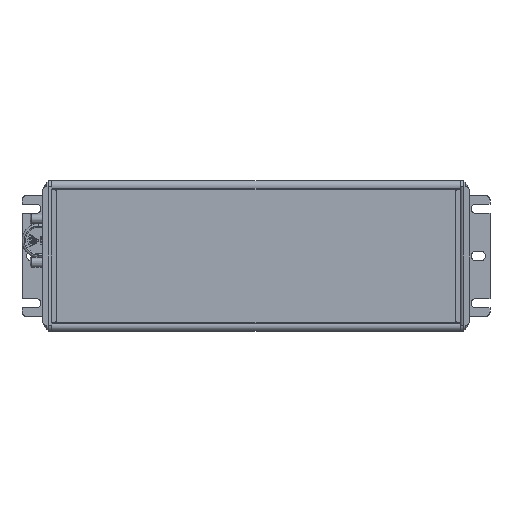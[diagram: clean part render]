
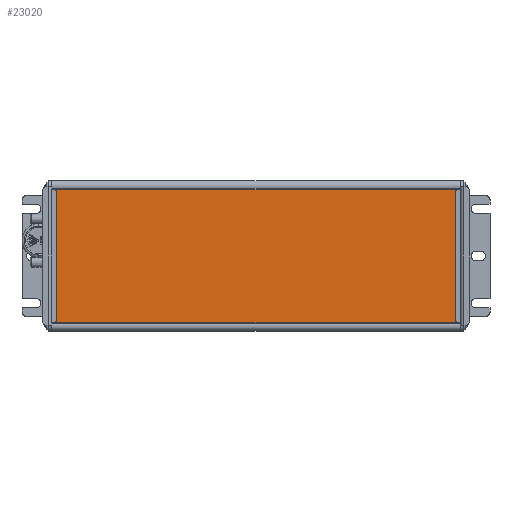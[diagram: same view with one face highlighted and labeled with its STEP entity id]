
A CAD part, front view. The second image highlights one B-rep face of the part: STEP entity #23020.
In plain terms, the highlighted face is planar.
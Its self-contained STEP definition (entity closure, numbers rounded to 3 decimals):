
#130=CARTESIAN_POINT('',(-30.406,17.7,92.8));
#140=VERTEX_POINT('',#130);
#300=CARTESIAN_POINT('',(-30.406,17.7,-92.8));
#310=VERTEX_POINT('',#300);
#340=CARTESIAN_POINT('',(-30.406,17.7,92.));
#350=DIRECTION('',(0.,0.,-1.));
#360=VECTOR('',#350,1.);
#370=LINE('',#340,#360);
#380=EDGE_CURVE('',#140,#310,#370,.T.);
#21570=CARTESIAN_POINT('',(30.406,17.7,92.8));
#21580=VERTEX_POINT('',#21570);
#21630=CARTESIAN_POINT('',(30.406,17.7,-92.));
#21640=DIRECTION('',(0.,0.,1.));
#21650=VECTOR('',#21640,1.);
#21660=LINE('',#21630,#21650);
#21670=CARTESIAN_POINT('',(30.406,17.7,-92.8));
#21680=VERTEX_POINT('',#21670);
#21690=EDGE_CURVE('',#21680,#21580,#21660,.T.);
#21890=CARTESIAN_POINT('',(0.,17.7,92.));
#21900=DIRECTION('',(0.,-1.,0.));
#21910=DIRECTION('',(0.,0.,-1.));
#21920=AXIS2_PLACEMENT_3D('',#21890,#21900,#21910);
#21930=PLANE('',#21920);
#21940=CARTESIAN_POINT('',(0.,17.7,-92.8));
#21950=DIRECTION('',(-1.,0.,0.));
#21960=VECTOR('',#21950,1.);
#21970=LINE('',#21940,#21960);
#21980=CARTESIAN_POINT('',(-30.,17.7,-92.8));
#21990=VERTEX_POINT('',#21980);
#22000=EDGE_CURVE('',#21990,#310,#21970,.T.);
#22010=ORIENTED_EDGE('',*,*,#22000,.T.);
#22020=CARTESIAN_POINT('',(-30.,17.7,-92.8));
#22030=DIRECTION('',(0.,0.,1.));
#22040=VECTOR('',#22030,1.);
#22050=LINE('',#22020,#22040);
#22060=CARTESIAN_POINT('',(-30.,17.7,-91.6));
#22070=VERTEX_POINT('',#22060);
#22080=EDGE_CURVE('',#21990,#22070,#22050,.T.);
#22090=ORIENTED_EDGE('',*,*,#22080,.F.);
#22100=CARTESIAN_POINT('',(-29.,17.7,-91.6));
#22110=DIRECTION('',(0.,-1.,0.));
#22120=DIRECTION('',(0.,0.,1.));
#22130=AXIS2_PLACEMENT_3D('',#22100,#22110,#22120);
#22140=CIRCLE('',#22130,1.);
#22150=CARTESIAN_POINT('',(-29.,17.7,-90.6));
#22160=VERTEX_POINT('',#22150);
#22170=EDGE_CURVE('',#22160,#22070,#22140,.T.);
#22180=ORIENTED_EDGE('',*,*,#22170,.T.);
#22190=CARTESIAN_POINT('',(0.,17.7,-90.6));
#22200=DIRECTION('',(-1.,0.,0.));
#22210=VECTOR('',#22200,1.);
#22220=LINE('',#22190,#22210);
#22230=CARTESIAN_POINT('',(29.,17.7,-90.6));
#22240=VERTEX_POINT('',#22230);
#22250=EDGE_CURVE('',#22240,#22160,#22220,.T.);
#22260=ORIENTED_EDGE('',*,*,#22250,.T.);
#22270=CARTESIAN_POINT('',(29.,17.7,-91.6));
#22280=DIRECTION('',(0.,1.,0.));
#22290=DIRECTION('',(0.,0.,-1.));
#22300=AXIS2_PLACEMENT_3D('',#22270,#22280,#22290);
#22310=CIRCLE('',#22300,1.);
#22320=CARTESIAN_POINT('',(30.,17.7,-91.6));
#22330=VERTEX_POINT('',#22320);
#22340=EDGE_CURVE('',#22240,#22330,#22310,.T.);
#22350=ORIENTED_EDGE('',*,*,#22340,.F.);
#22360=CARTESIAN_POINT('',(30.,17.7,-92.8));
#22370=DIRECTION('',(0.,0.,1.));
#22380=VECTOR('',#22370,1.);
#22390=LINE('',#22360,#22380);
#22400=CARTESIAN_POINT('',(30.,17.7,-92.8));
#22410=VERTEX_POINT('',#22400);
#22420=EDGE_CURVE('',#22410,#22330,#22390,.T.);
#22430=ORIENTED_EDGE('',*,*,#22420,.T.);
#22440=EDGE_CURVE('',#21680,#22410,#21970,.T.);
#22450=ORIENTED_EDGE('',*,*,#22440,.T.);
#22460=ORIENTED_EDGE('',*,*,#21690,.F.);
#22470=CARTESIAN_POINT('',(0.,17.7,92.8));
#22480=DIRECTION('',(1.,0.,0.));
#22490=VECTOR('',#22480,1.);
#22500=LINE('',#22470,#22490);
#22510=CARTESIAN_POINT('',(30.,17.7,92.8));
#22520=VERTEX_POINT('',#22510);
#22530=EDGE_CURVE('',#22520,#21580,#22500,.T.);
#22540=ORIENTED_EDGE('',*,*,#22530,.T.);
#22550=CARTESIAN_POINT('',(30.,17.7,92.8));
#22560=DIRECTION('',(0.,0.,-1.));
#22570=VECTOR('',#22560,1.);
#22580=LINE('',#22550,#22570);
#22590=CARTESIAN_POINT('',(30.,17.7,91.6));
#22600=VERTEX_POINT('',#22590);
#22610=EDGE_CURVE('',#22520,#22600,#22580,.T.);
#22620=ORIENTED_EDGE('',*,*,#22610,.F.);
#22630=CARTESIAN_POINT('',(29.,17.7,91.6));
#22640=DIRECTION('',(0.,-1.,0.));
#22650=DIRECTION('',(0.,0.,-1.));
#22660=AXIS2_PLACEMENT_3D('',#22630,#22640,#22650);
#22670=CIRCLE('',#22660,1.);
#22680=CARTESIAN_POINT('',(29.,17.7,90.6));
#22690=VERTEX_POINT('',#22680);
#22700=EDGE_CURVE('',#22690,#22600,#22670,.T.);
#22710=ORIENTED_EDGE('',*,*,#22700,.T.);
#22720=CARTESIAN_POINT('',(0.,17.7,90.6));
#22730=DIRECTION('',(1.,0.,0.));
#22740=VECTOR('',#22730,1.);
#22750=LINE('',#22720,#22740);
#22760=CARTESIAN_POINT('',(-29.,17.7,90.6));
#22770=VERTEX_POINT('',#22760);
#22780=EDGE_CURVE('',#22770,#22690,#22750,.T.);
#22790=ORIENTED_EDGE('',*,*,#22780,.T.);
#22800=CARTESIAN_POINT('',(-29.,17.7,91.6));
#22810=DIRECTION('',(0.,1.,0.));
#22820=DIRECTION('',(0.,0.,1.));
#22830=AXIS2_PLACEMENT_3D('',#22800,#22810,#22820);
#22840=CIRCLE('',#22830,1.);
#22850=CARTESIAN_POINT('',(-30.,17.7,91.6));
#22860=VERTEX_POINT('',#22850);
#22870=EDGE_CURVE('',#22770,#22860,#22840,.T.);
#22880=ORIENTED_EDGE('',*,*,#22870,.F.);
#22890=CARTESIAN_POINT('',(-30.,17.7,92.8));
#22900=DIRECTION('',(0.,0.,-1.));
#22910=VECTOR('',#22900,1.);
#22920=LINE('',#22890,#22910);
#22930=CARTESIAN_POINT('',(-30.,17.7,92.8));
#22940=VERTEX_POINT('',#22930);
#22950=EDGE_CURVE('',#22940,#22860,#22920,.T.);
#22960=ORIENTED_EDGE('',*,*,#22950,.T.);
#22970=EDGE_CURVE('',#140,#22940,#22500,.T.);
#22980=ORIENTED_EDGE('',*,*,#22970,.T.);
#22990=ORIENTED_EDGE('',*,*,#380,.F.);
#23000=EDGE_LOOP('',(#22990,#22980,#22960,#22880,#22790,#22710,#22620,
#22540,#22460,#22450,#22430,#22350,#22260,#22180,#22090,#22010));
#23010=FACE_OUTER_BOUND('',#23000,.T.);
#23020=ADVANCED_FACE('',(#23010),#21930,.F.);
